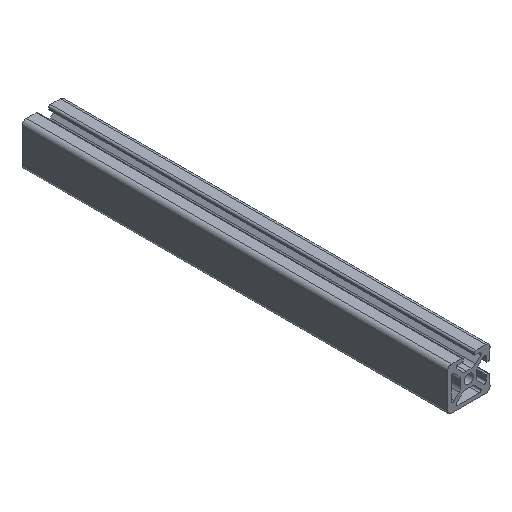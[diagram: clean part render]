
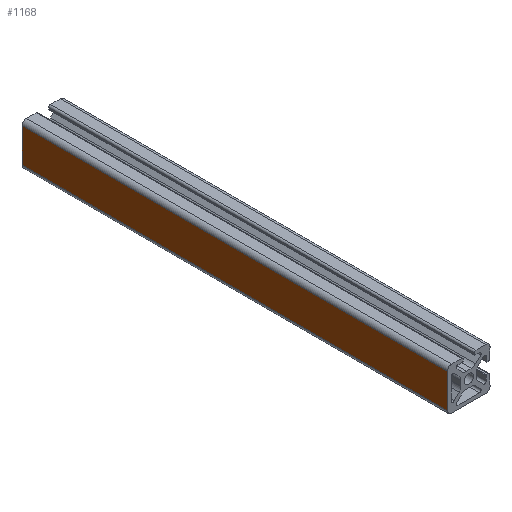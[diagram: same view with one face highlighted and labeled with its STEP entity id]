
A CAD part, isometric view. The second image highlights one B-rep face of the part: STEP entity #1168.
In plain terms, the highlighted planar face has unit normal (-1, 0, 0).
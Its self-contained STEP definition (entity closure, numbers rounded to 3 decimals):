
#165=FACE_OUTER_BOUND('',#225,.T.);
#225=EDGE_LOOP('',(#964,#965,#966,#967));
#253=LINE('',#1701,#365);
#343=LINE('',#1975,#455);
#344=LINE('',#1978,#456);
#345=LINE('',#1979,#457);
#365=VECTOR('',#1349,200.);
#455=VECTOR('',#1627,200.);
#456=VECTOR('',#1632,16.);
#457=VECTOR('',#1633,16.);
#478=VERTEX_POINT('',#1694);
#481=VERTEX_POINT('',#1699);
#570=VERTEX_POINT('',#1972);
#571=VERTEX_POINT('',#1974);
#601=EDGE_CURVE('',#481,#478,#253,.T.);
#738=EDGE_CURVE('',#571,#570,#343,.T.);
#740=EDGE_CURVE('',#570,#478,#344,.T.);
#741=EDGE_CURVE('',#571,#481,#345,.T.);
#964=ORIENTED_EDGE('',*,*,#740,.T.);
#965=ORIENTED_EDGE('',*,*,#601,.F.);
#966=ORIENTED_EDGE('',*,*,#741,.F.);
#967=ORIENTED_EDGE('',*,*,#738,.T.);
#1109=PLANE('',#1287);
#1168=ADVANCED_FACE('',(#165),#1109,.T.);
#1287=AXIS2_PLACEMENT_3D('',#1977,#1630,#1631);
#1349=DIRECTION('',(0.,1.,0.));
#1627=DIRECTION('',(0.,1.,0.));
#1630=DIRECTION('center_axis',(-1.,0.,0.));
#1631=DIRECTION('ref_axis',(0.,0.,1.));
#1632=DIRECTION('',(0.,0.,-1.));
#1633=DIRECTION('',(0.,0.,-1.));
#1694=CARTESIAN_POINT('',(-10.,200.,-8.));
#1699=CARTESIAN_POINT('',(-10.,0.,-8.));
#1701=CARTESIAN_POINT('',(-10.,0.,-8.));
#1972=CARTESIAN_POINT('',(-10.,200.,8.));
#1974=CARTESIAN_POINT('',(-10.,0.,8.));
#1975=CARTESIAN_POINT('',(-10.,0.,8.));
#1977=CARTESIAN_POINT('Origin',(-10.,0.,-8.));
#1978=CARTESIAN_POINT('',(-10.,200.,-4.));
#1979=CARTESIAN_POINT('',(-10.,0.,-4.));
